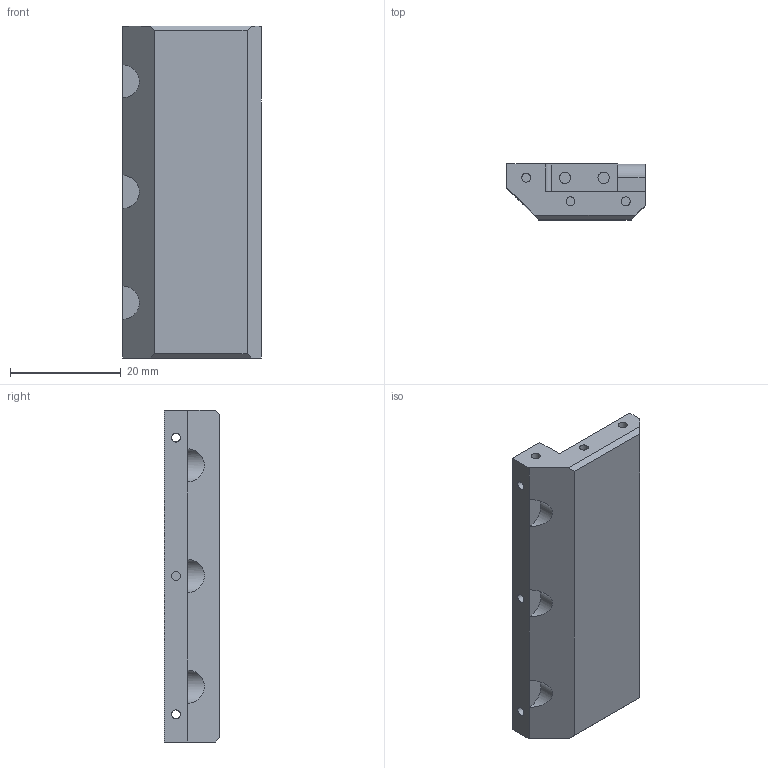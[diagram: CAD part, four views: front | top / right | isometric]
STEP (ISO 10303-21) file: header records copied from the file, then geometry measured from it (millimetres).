
FILE_DESCRIPTION(/* description */ (''),/* implementation_level */ '2;1');
FILE_NAME(/* name */ 'BodyBase-Steel.stp',/* time_stamp */ '2024-07-22T09:55:44+08:00',/* author */ ('Administrator'),/* organization */ (''),/* preprocessor_version */ 'ST-DEVELOPER v19',/* originating_system */ 'Autodesk Inventor 2023',/* authorisation */ '');
FILE_SCHEMA (('AUTOMOTIVE_DESIGN { 1 0 10303 214 3 1 1 }'));
Length unit declared in the file: millimetre
Products named in the file (1): 前板
Bounding box: 25 x 10.05 x 60 mm (x, y, z)
Volume: 11828.2 mm3; surface area: 4899.7 mm2
Topology: 1 solids, 1 shells, 58 faces, 137 edges, 90 vertices
Faces by surface type: plane 36, cylinder 22
Full cylindrical faces by diameter (mm): 1.6 x11, 2.05 x4
Entity records: 1882 total; most frequent: CARTESIAN_POINT 456, DIRECTION 289, ORIENTED_EDGE 274, EDGE_CURVE 137, AXIS2_PLACEMENT_3D 103, VERTEX_POINT 90, LINE 83, VECTOR 83
